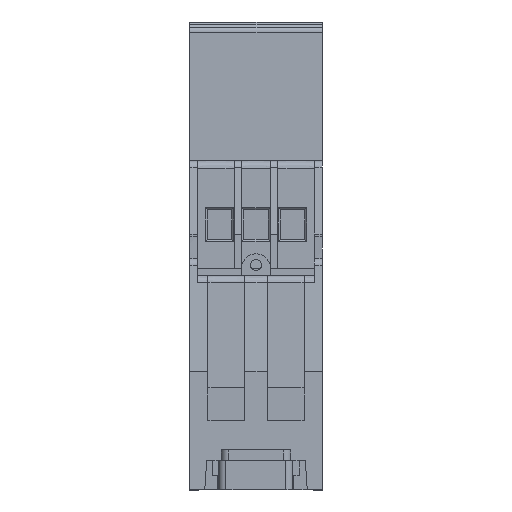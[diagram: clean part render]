
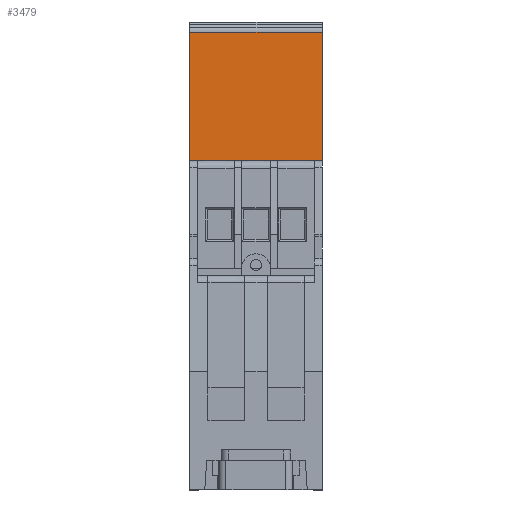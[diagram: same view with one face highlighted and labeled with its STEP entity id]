
A CAD part, front view. The second image highlights one B-rep face of the part: STEP entity #3479.
In plain terms, the highlighted planar face has unit normal (0, -1, 0.012).
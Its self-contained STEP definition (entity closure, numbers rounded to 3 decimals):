
#3466=AXIS2_PLACEMENT_3D('Plane Axis2P3D',#3463,#3464,#3465) ;
#1684=CARTESIAN_POINT('Vertex',(18.14,26.853,45.)) ;
#1687=CARTESIAN_POINT('Line Origine',(9.07,26.853,45.)) ;
#1691=CARTESIAN_POINT('Vertex',(0.,26.853,45.)) ;
#2666=CARTESIAN_POINT('Line Origine',(0.,26.957,53.793)) ;
#2670=CARTESIAN_POINT('Vertex',(0.,27.061,62.587)) ;
#2972=CARTESIAN_POINT('Vertex',(18.14,27.061,62.587)) ;
#2975=CARTESIAN_POINT('Line Origine',(18.14,26.957,53.793)) ;
#3463=CARTESIAN_POINT('Axis2P3D Location',(18.14,26.853,45.)) ;
#3468=CARTESIAN_POINT('Line Origine',(9.07,27.061,62.587)) ;
#1688=DIRECTION('Vector Direction',(-1.,0.,0.)) ;
#2667=DIRECTION('Vector Direction',(0.,0.012,1.)) ;
#2976=DIRECTION('Vector Direction',(0.,0.012,1.)) ;
#3464=DIRECTION('Axis2P3D Direction',(0.,-1.,0.012)) ;
#3465=DIRECTION('Axis2P3D XDirection',(0.,0.012,1.)) ;
#3469=DIRECTION('Vector Direction',(-1.,0.,0.)) ;
#1689=VECTOR('Line Direction',#1688,1.) ;
#2668=VECTOR('Line Direction',#2667,1.) ;
#2977=VECTOR('Line Direction',#2976,1.) ;
#3470=VECTOR('Line Direction',#3469,1.) ;
#3474=ORIENTED_EDGE('',*,*,#1693,.F.) ;
#3475=ORIENTED_EDGE('',*,*,#2979,.F.) ;
#3476=ORIENTED_EDGE('',*,*,#3472,.T.) ;
#3477=ORIENTED_EDGE('',*,*,#2672,.F.) ;
#3479=ADVANCED_FACE('ENERGYMETER',(#3478),#3467,.T.) ;
#1693=EDGE_CURVE('',#1685,#1692,#1690,.T.) ;
#2672=EDGE_CURVE('',#1692,#2671,#2669,.T.) ;
#2979=EDGE_CURVE('',#2973,#1685,#2978,.F.) ;
#3472=EDGE_CURVE('',#2973,#2671,#3471,.T.) ;
#3473=EDGE_LOOP('',(#3474,#3475,#3476,#3477)) ;
#3478=FACE_OUTER_BOUND('',#3473,.T.) ;
#1690=LINE('Line',#1687,#1689) ;
#2669=LINE('Line',#2666,#2668) ;
#2978=LINE('Line',#2975,#2977) ;
#3471=LINE('Line',#3468,#3470) ;
#3467=PLANE('',#3466) ;
#1685=VERTEX_POINT('',#1684) ;
#1692=VERTEX_POINT('',#1691) ;
#2671=VERTEX_POINT('',#2670) ;
#2973=VERTEX_POINT('',#2972) ;
